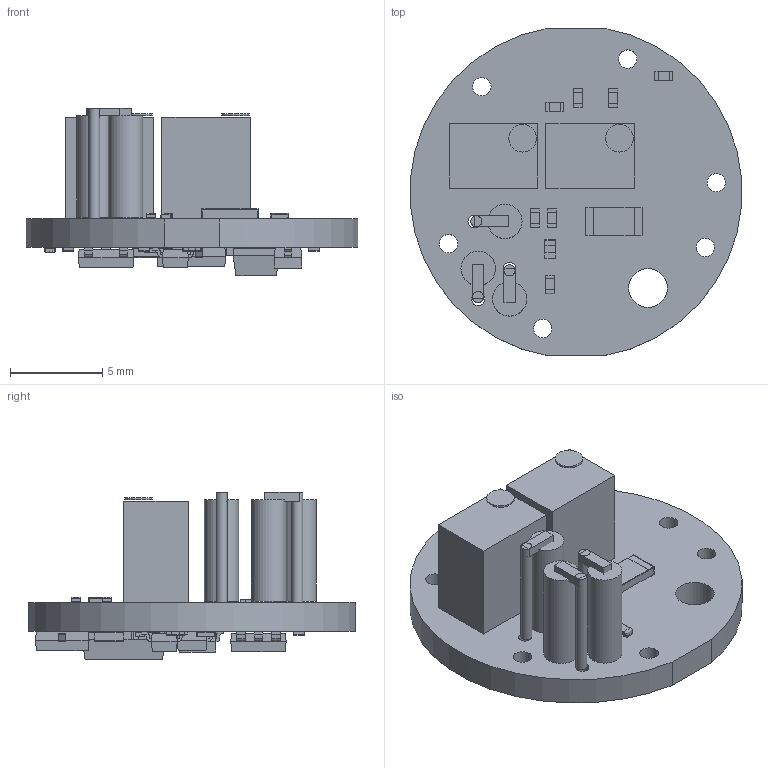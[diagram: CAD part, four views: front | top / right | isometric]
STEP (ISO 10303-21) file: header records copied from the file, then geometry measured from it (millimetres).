
FILE_DESCRIPTION(('Open CASCADE Model'),'2;1');
FILE_NAME('Open CASCADE Shape Model','2024-07-22T15:07:41',('Author'),( 'Open CASCADE'),'Open CASCADE STEP processor 7.5','Open CASCADE 7.5' ,'Unknown');
FILE_SCHEMA(('AUTOMOTIVE_DESIGN { 1 0 10303 214 1 1 1 1 }'));
Length unit declared in the file: millimetre
Products named in the file (65): PCB; Board; Open CASCADE STEP translator 7.5 1.1.1; VR2; 6033905456; Cylinder; 6033905296; Extruded; VR1; U4; SOT89-3; User Library-SOT89-3_Fusion; User Library-SOT89-3_User_Library_SOT89_5005; U3; SOT23-5; U2; U1; 6010466640; R12; RES0402; R11; R10; R9; R8; RES1206; R7; 6033907056; 6033906896; 6033906736; R6; R5; R4; R3; 6010196512; 6010196352; 6033907216; R2; 6010197152; 6010196912; 6010196672 ...
Assembly tree (83 placements, depth 4):
  PCB
    Board
      Open CASCADE STEP translator 7.5 1.1.1
    VR2
      6033905456
        Cylinder
      6033905296
        Extruded
    VR1
      6033905456
        Cylinder
      6033905296
        Extruded
    U4
      SOT89-3
        User Library-SOT89-3_Fusion
        User Library-SOT89-3_User_Library_SOT89_5005
    U3
      SOT23-5
    U2
      SOT23-5
    U1
      6010466640
    R12
      RES0402
    R11
      RES0402
    R10
      RES0402
    R9
      RES0402
    R8
      RES1206
    R7
      6033907056
        Extruded
      6033906896
        Cylinder
      6033906736
        Cylinder
    R6
      RES0402
    R5
      RES1206
    R4
      RES0402
    R3
      6010196512
        Cylinder
      6010196352
        Cylinder
      6033907216
        Extruded
    R2
      6010197152
        Extruded
      6010196912
        Cylinder
      6010196672
        Cylinder
Bounding box: 17.94 x 17.74 x 9.08 mm (x, y, z)
Volume: 648.5 mm3; surface area: 1326.7 mm2
Topology: 71 solids, 100 shells, 1038 faces, 2449 edges, 1522 vertices
Faces by surface type: plane 547, bspline 390, cylinder 101
Full cylindrical faces by diameter (mm): 0.6 x3, 0.7 x6, 1 x6, 1.5 x2, 1.86 x3, 2.1 x1
Entity records: 15764 total; most frequent: CARTESIAN_POINT 3641, ORIENTED_EDGE 2076, DIRECTION 1819, EDGE_CURVE 1066, VERTEX_POINT 690, LINE 615, VECTOR 615, AXIS2_PLACEMENT_3D 602
